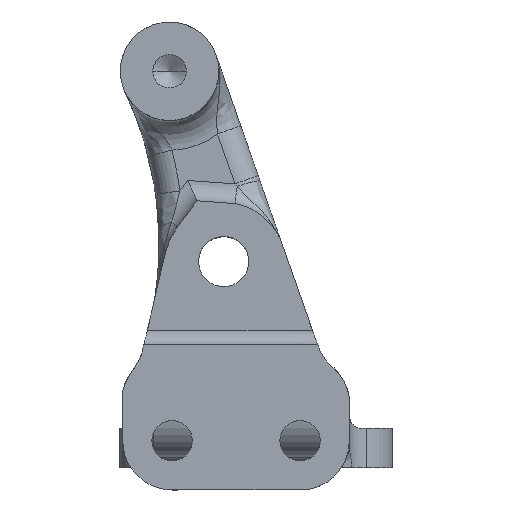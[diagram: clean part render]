
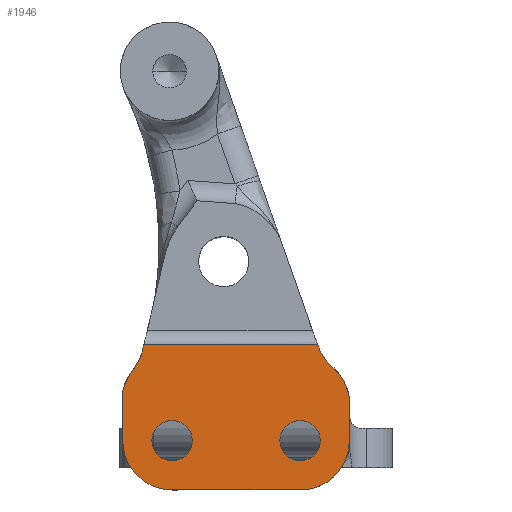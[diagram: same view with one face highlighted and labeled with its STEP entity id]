
A CAD part, top view. The second image highlights one B-rep face of the part: STEP entity #1946.
In plain terms, the highlighted planar face has unit normal (0, 0, 1).
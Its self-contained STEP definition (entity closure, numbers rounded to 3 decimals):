
#147 = CARTESIAN_POINT ( 'NONE',  ( 9.402, -3.473, 8. ) ) ;
#241 = VERTEX_POINT ( 'NONE', #5857 ) ;
#358 = DIRECTION ( 'NONE',  ( 1., 0., 0. ) ) ;
#570 = AXIS2_PLACEMENT_3D ( 'NONE', #2827, #9159, #4454 ) ;
#581 = DIRECTION ( 'NONE',  ( 0., 0., 1. ) ) ;
#723 = ORIENTED_EDGE ( 'NONE', *, *, #4661, .T. ) ;
#807 = DIRECTION ( 'NONE',  ( 0., 0., 1. ) ) ;
#829 = CARTESIAN_POINT ( 'NONE',  ( 17.081, 16.005, 8. ) ) ;
#884 = AXIS2_PLACEMENT_3D ( 'NONE', #1834, #1112, #358 ) ;
#1112 = DIRECTION ( 'NONE',  ( 0., 0., 1. ) ) ;
#1293 = EDGE_CURVE ( 'NONE', #241, #4228, #1879, .T. ) ;
#1386 = FACE_BOUND ( 'NONE', #3235, .T. ) ;
#1429 = EDGE_CURVE ( 'NONE', #3208, #6253, #9995, .T. ) ;
#1439 = ORIENTED_EDGE ( 'NONE', *, *, #6843, .T. ) ;
#1477 = DIRECTION ( 'NONE',  ( 0., 0., 1. ) ) ;
#1489 = ORIENTED_EDGE ( 'NONE', *, *, #4981, .F. ) ;
#1562 = DIRECTION ( 'NONE',  ( 1., 0., 0. ) ) ;
#1703 = LINE ( 'NONE', #10105, #4761 ) ;
#1770 = VECTOR ( 'NONE', #4447, 1000. ) ;
#1834 = CARTESIAN_POINT ( 'NONE',  ( -12.498, -3.473, 8. ) ) ;
#1879 = CIRCLE ( 'NONE', #5463, 10. ) ;
#1946 = ADVANCED_FACE ( 'NONE', ( #1386, #7752, #8254 ), #6746, .T. ) ;
#2003 = AXIS2_PLACEMENT_3D ( 'NONE', #7675, #581, #5354 ) ;
#2063 = CARTESIAN_POINT ( 'NONE',  ( -12.366, -13.473, 8. ) ) ;
#2075 = CARTESIAN_POINT ( 'NONE',  ( -18.267, 16.005, 8. ) ) ;
#2181 = CARTESIAN_POINT ( 'NONE',  ( -12.498, -3.473, 8. ) ) ;
#2205 = AXIS2_PLACEMENT_3D ( 'NONE', #2927, #9142, #2855 ) ;
#2213 = VERTEX_POINT ( 'NONE', #829 ) ;
#2265 = CIRCLE ( 'NONE', #884, 4.1 ) ;
#2270 = ORIENTED_EDGE ( 'NONE', *, *, #3016, .T. ) ;
#2293 = CARTESIAN_POINT ( 'NONE',  ( 13.502, -3.473, 8. ) ) ;
#2355 = ORIENTED_EDGE ( 'NONE', *, *, #9905, .T. ) ;
#2408 = DIRECTION ( 'NONE',  ( 1., 0., 0. ) ) ;
#2418 = CIRCLE ( 'NONE', #2205, 4.1 ) ;
#2449 = EDGE_LOOP ( 'NONE', ( #1489, #6091 ) ) ;
#2559 = CARTESIAN_POINT ( 'NONE',  ( 23.502, 0., 8. ) ) ;
#2827 = CARTESIAN_POINT ( 'NONE',  ( 0., 0., 8. ) ) ;
#2855 = DIRECTION ( 'NONE',  ( 1., 0., 0. ) ) ;
#2927 = CARTESIAN_POINT ( 'NONE',  ( 13.502, -3.473, 8. ) ) ;
#3016 = EDGE_CURVE ( 'NONE', #6414, #8572, #6527, .T. ) ;
#3021 = DIRECTION ( 'NONE',  ( 1., 0., 0. ) ) ;
#3208 = VERTEX_POINT ( 'NONE', #7924 ) ;
#3235 = EDGE_LOOP ( 'NONE', ( #9873, #8376 ) ) ;
#3284 = VERTEX_POINT ( 'NONE', #4876 ) ;
#3302 = DIRECTION ( 'NONE',  ( 0., 1., 0. ) ) ;
#3561 = EDGE_CURVE ( 'NONE', #4140, #5010, #5465, .T. ) ;
#3563 = AXIS2_PLACEMENT_3D ( 'NONE', #2293, #1477, #4626 ) ;
#3858 = DIRECTION ( 'NONE',  ( 0., 0., 1. ) ) ;
#3870 = CARTESIAN_POINT ( 'NONE',  ( 13.502, -3.508, 8. ) ) ;
#3949 = EDGE_CURVE ( 'NONE', #2213, #8572, #9163, .T. ) ;
#4074 = CARTESIAN_POINT ( 'NONE',  ( 17.602, -3.473, 8. ) ) ;
#4140 = VERTEX_POINT ( 'NONE', #4074 ) ;
#4220 = VECTOR ( 'NONE', #3302, 1000. ) ;
#4228 = VERTEX_POINT ( 'NONE', #2063 ) ;
#4354 = VERTEX_POINT ( 'NONE', #7462 ) ;
#4447 = DIRECTION ( 'NONE',  ( 0., 1., 0. ) ) ;
#4454 = DIRECTION ( 'NONE',  ( 1., 0., 0. ) ) ;
#4487 = LINE ( 'NONE', #2559, #4220 ) ;
#4582 = ORIENTED_EDGE ( 'NONE', *, *, #9358, .F. ) ;
#4626 = DIRECTION ( 'NONE',  ( 1., 0., 0. ) ) ;
#4661 = EDGE_CURVE ( 'NONE', #5247, #6414, #4487, .T. ) ;
#4759 = EDGE_CURVE ( 'NONE', #7649, #3284, #2265, .T. ) ;
#4761 = VECTOR ( 'NONE', #6840, 1000. ) ;
#4823 = EDGE_CURVE ( 'NONE', #241, #7947, #5210, .T. ) ;
#4876 = CARTESIAN_POINT ( 'NONE',  ( -8.398, -3.473, 8. ) ) ;
#4981 = EDGE_CURVE ( 'NONE', #3284, #7649, #8271, .T. ) ;
#5010 = VERTEX_POINT ( 'NONE', #147 ) ;
#5210 = LINE ( 'NONE', #7556, #1770 ) ;
#5247 = VERTEX_POINT ( 'NONE', #10076 ) ;
#5354 = DIRECTION ( 'NONE',  ( 1., 0., 0. ) ) ;
#5431 = CARTESIAN_POINT ( 'NONE',  ( -27.497, 17.016, 8. ) ) ;
#5463 = AXIS2_PLACEMENT_3D ( 'NONE', #2181, #10038, #3021 ) ;
#5465 = CIRCLE ( 'NONE', #3563, 4.1 ) ;
#5501 = DIRECTION ( 'NONE',  ( 1., 0., 0. ) ) ;
#5857 = CARTESIAN_POINT ( 'NONE',  ( -22.498, -3.473, 8. ) ) ;
#5921 = DIRECTION ( 'NONE',  ( 1., 0., 0. ) ) ;
#5990 = CARTESIAN_POINT ( 'NONE',  ( 12.748, 3.528, 8. ) ) ;
#6005 = AXIS2_PLACEMENT_3D ( 'NONE', #5431, #9444, #5501 ) ;
#6091 = ORIENTED_EDGE ( 'NONE', *, *, #4759, .F. ) ;
#6118 = CARTESIAN_POINT ( 'NONE',  ( -16.598, -3.473, 8. ) ) ;
#6226 = LINE ( 'NONE', #8457, #9313 ) ;
#6253 = VERTEX_POINT ( 'NONE', #2075 ) ;
#6414 = VERTEX_POINT ( 'NONE', #8740 ) ;
#6509 = CARTESIAN_POINT ( 'NONE',  ( -22.498, 6.635, 8. ) ) ;
#6527 = CIRCLE ( 'NONE', #6730, 10.899 ) ;
#6730 = AXIS2_PLACEMENT_3D ( 'NONE', #5990, #6834, #5921 ) ;
#6746 = PLANE ( 'NONE',  #570 ) ;
#6834 = DIRECTION ( 'NONE',  ( 0., 0., 1. ) ) ;
#6840 = DIRECTION ( 'NONE',  ( -1., 0., 0. ) ) ;
#6843 = EDGE_CURVE ( 'NONE', #3208, #7947, #9110, .T. ) ;
#7063 = CARTESIAN_POINT ( 'NONE',  ( -12.498, -3.473, 8. ) ) ;
#7462 = CARTESIAN_POINT ( 'NONE',  ( 14.338, -13.473, 8. ) ) ;
#7556 = CARTESIAN_POINT ( 'NONE',  ( -22.498, 0., 8. ) ) ;
#7649 = VERTEX_POINT ( 'NONE', #6118 ) ;
#7675 = CARTESIAN_POINT ( 'NONE',  ( -11.573, 4.143, 8. ) ) ;
#7682 = DIRECTION ( 'NONE',  ( 0., 0., 1. ) ) ;
#7696 = DIRECTION ( 'NONE',  ( 1., 0., 0. ) ) ;
#7752 = FACE_BOUND ( 'NONE', #2449, .T. ) ;
#7924 = CARTESIAN_POINT ( 'NONE',  ( -20.04, 11.484, 8. ) ) ;
#7947 = VERTEX_POINT ( 'NONE', #6509 ) ;
#8254 = FACE_OUTER_BOUND ( 'NONE', #9443, .T. ) ;
#8271 = CIRCLE ( 'NONE', #8779, 4.1 ) ;
#8376 = ORIENTED_EDGE ( 'NONE', *, *, #9746, .F. ) ;
#8457 = CARTESIAN_POINT ( 'NONE',  ( 0., 16.005, 8. ) ) ;
#8500 = AXIS2_PLACEMENT_3D ( 'NONE', #3870, #7682, #9274 ) ;
#8572 = VERTEX_POINT ( 'NONE', #9457 ) ;
#8588 = CARTESIAN_POINT ( 'NONE',  ( 26.037, 18.782, 8. ) ) ;
#8681 = AXIS2_PLACEMENT_3D ( 'NONE', #8588, #3858, #1562 ) ;
#8740 = CARTESIAN_POINT ( 'NONE',  ( 23.502, 5.302, 8. ) ) ;
#8764 = ORIENTED_EDGE ( 'NONE', *, *, #4823, .F. ) ;
#8779 = AXIS2_PLACEMENT_3D ( 'NONE', #7063, #807, #2408 ) ;
#8884 = EDGE_CURVE ( 'NONE', #6253, #2213, #6226, .T. ) ;
#8906 = ORIENTED_EDGE ( 'NONE', *, *, #1429, .F. ) ;
#9110 = CIRCLE ( 'NONE', #2003, 11.206 ) ;
#9142 = DIRECTION ( 'NONE',  ( 0., 0., 1. ) ) ;
#9159 = DIRECTION ( 'NONE',  ( 0., 0., 1. ) ) ;
#9163 = CIRCLE ( 'NONE', #8681, 9.377 ) ;
#9274 = DIRECTION ( 'NONE',  ( 1., 0., 0. ) ) ;
#9313 = VECTOR ( 'NONE', #7696, 1000. ) ;
#9358 = EDGE_CURVE ( 'NONE', #4354, #4228, #1703, .T. ) ;
#9443 = EDGE_LOOP ( 'NONE', ( #10061, #10104, #8906, #1439, #8764, #9508, #4582, #2355, #723, #2270 ) ) ;
#9444 = DIRECTION ( 'NONE',  ( 0., 0., 1. ) ) ;
#9457 = CARTESIAN_POINT ( 'NONE',  ( 20.399, 11.29, 8. ) ) ;
#9508 = ORIENTED_EDGE ( 'NONE', *, *, #1293, .T. ) ;
#9665 = CIRCLE ( 'NONE', #8500, 10. ) ;
#9746 = EDGE_CURVE ( 'NONE', #5010, #4140, #2418, .T. ) ;
#9873 = ORIENTED_EDGE ( 'NONE', *, *, #3561, .F. ) ;
#9905 = EDGE_CURVE ( 'NONE', #4354, #5247, #9665, .T. ) ;
#9995 = CIRCLE ( 'NONE', #6005, 9.285 ) ;
#10038 = DIRECTION ( 'NONE',  ( 0., 0., 1. ) ) ;
#10061 = ORIENTED_EDGE ( 'NONE', *, *, #3949, .F. ) ;
#10076 = CARTESIAN_POINT ( 'NONE',  ( 23.502, -3.508, 8. ) ) ;
#10104 = ORIENTED_EDGE ( 'NONE', *, *, #8884, .F. ) ;
#10105 = CARTESIAN_POINT ( 'NONE',  ( 0., -13.473, 8. ) ) ;
